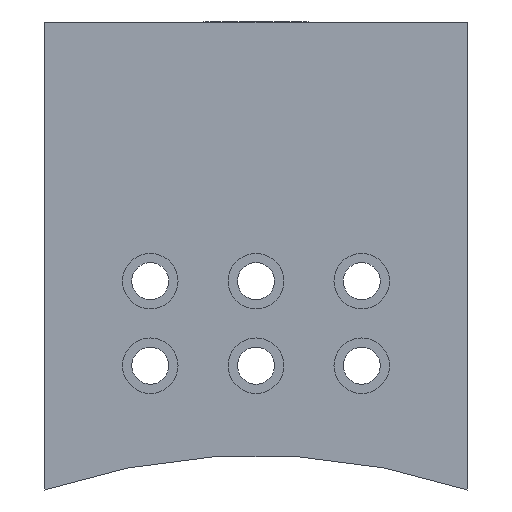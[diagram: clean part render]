
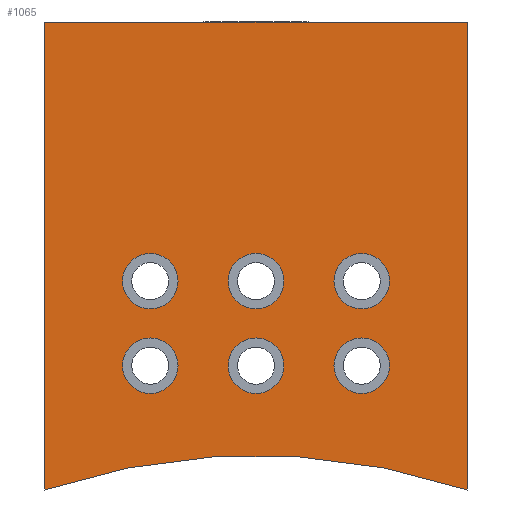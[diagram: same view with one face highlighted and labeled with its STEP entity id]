
A CAD part, front view. The second image highlights one B-rep face of the part: STEP entity #1065.
In plain terms, the highlighted planar face has unit normal (0, -1, 0).
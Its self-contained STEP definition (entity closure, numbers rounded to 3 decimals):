
#58=FACE_BOUND('',#262,.T.);
#59=FACE_BOUND('',#263,.T.);
#60=FACE_BOUND('',#264,.T.);
#61=FACE_BOUND('',#265,.T.);
#62=FACE_BOUND('',#266,.T.);
#63=FACE_BOUND('',#267,.T.);
#93=PLANE('',#1224);
#152=FACE_OUTER_BOUND('',#261,.T.);
#261=EDGE_LOOP('',(#907,#908,#909,#910));
#262=EDGE_LOOP('',(#911));
#263=EDGE_LOOP('',(#912));
#264=EDGE_LOOP('',(#913));
#265=EDGE_LOOP('',(#914));
#266=EDGE_LOOP('',(#915));
#267=EDGE_LOOP('',(#916));
#298=LINE('',#1681,#355);
#329=LINE('',#1843,#386);
#330=LINE('',#1845,#387);
#355=VECTOR('',#1353,10.);
#386=VECTOR('',#1542,10.);
#387=VECTOR('',#1543,10.);
#450=CIRCLE('',#1195,2.625);
#453=CIRCLE('',#1200,2.625);
#456=CIRCLE('',#1205,2.625);
#459=CIRCLE('',#1210,2.625);
#462=CIRCLE('',#1215,2.625);
#465=CIRCLE('',#1220,2.625);
#468=CIRCLE('',#1225,63.);
#503=VERTEX_POINT('',#1678);
#504=VERTEX_POINT('',#1680);
#538=VERTEX_POINT('',#1788);
#541=VERTEX_POINT('',#1797);
#544=VERTEX_POINT('',#1806);
#547=VERTEX_POINT('',#1815);
#550=VERTEX_POINT('',#1824);
#553=VERTEX_POINT('',#1833);
#556=VERTEX_POINT('',#1842);
#557=VERTEX_POINT('',#1844);
#606=EDGE_CURVE('',#503,#504,#298,.T.);
#657=EDGE_CURVE('',#538,#538,#450,.T.);
#661=EDGE_CURVE('',#541,#541,#453,.T.);
#665=EDGE_CURVE('',#544,#544,#456,.T.);
#669=EDGE_CURVE('',#547,#547,#459,.T.);
#673=EDGE_CURVE('',#550,#550,#462,.T.);
#677=EDGE_CURVE('',#553,#553,#465,.T.);
#681=EDGE_CURVE('',#504,#556,#329,.T.);
#682=EDGE_CURVE('',#557,#503,#330,.T.);
#683=EDGE_CURVE('',#556,#557,#468,.T.);
#907=ORIENTED_EDGE('',*,*,#681,.F.);
#908=ORIENTED_EDGE('',*,*,#606,.F.);
#909=ORIENTED_EDGE('',*,*,#682,.F.);
#910=ORIENTED_EDGE('',*,*,#683,.F.);
#911=ORIENTED_EDGE('',*,*,#657,.T.);
#912=ORIENTED_EDGE('',*,*,#661,.T.);
#913=ORIENTED_EDGE('',*,*,#665,.T.);
#914=ORIENTED_EDGE('',*,*,#669,.T.);
#915=ORIENTED_EDGE('',*,*,#673,.T.);
#916=ORIENTED_EDGE('',*,*,#677,.T.);
#1065=ADVANCED_FACE('',(#152,#58,#59,#60,#61,#62,#63),#93,.F.);
#1195=AXIS2_PLACEMENT_3D('',#1789,#1476,#1477);
#1200=AXIS2_PLACEMENT_3D('',#1798,#1487,#1488);
#1205=AXIS2_PLACEMENT_3D('',#1807,#1498,#1499);
#1210=AXIS2_PLACEMENT_3D('',#1816,#1509,#1510);
#1215=AXIS2_PLACEMENT_3D('',#1825,#1520,#1521);
#1220=AXIS2_PLACEMENT_3D('',#1834,#1531,#1532);
#1224=AXIS2_PLACEMENT_3D('',#1841,#1540,#1541);
#1225=AXIS2_PLACEMENT_3D('',#1846,#1544,#1545);
#1353=DIRECTION('',(1.,0.,0.));
#1476=DIRECTION('center_axis',(0.,1.,0.));
#1477=DIRECTION('ref_axis',(1.,0.,0.));
#1487=DIRECTION('center_axis',(0.,1.,0.));
#1488=DIRECTION('ref_axis',(1.,0.,0.));
#1498=DIRECTION('center_axis',(0.,1.,0.));
#1499=DIRECTION('ref_axis',(1.,0.,0.));
#1509=DIRECTION('center_axis',(0.,1.,0.));
#1510=DIRECTION('ref_axis',(1.,0.,0.));
#1520=DIRECTION('center_axis',(0.,1.,0.));
#1521=DIRECTION('ref_axis',(1.,0.,0.));
#1531=DIRECTION('center_axis',(0.,1.,0.));
#1532=DIRECTION('ref_axis',(1.,0.,0.));
#1540=DIRECTION('center_axis',(0.,1.,0.));
#1541=DIRECTION('ref_axis',(0.,0.,1.));
#1542=DIRECTION('',(0.,0.,-1.));
#1543=DIRECTION('',(0.,0.,1.));
#1544=DIRECTION('center_axis',(0.,-1.,0.));
#1545=DIRECTION('ref_axis',(1.,0.,0.));
#1678=CARTESIAN_POINT('',(-20.,0.,31.));
#1680=CARTESIAN_POINT('',(20.,0.,31.));
#1681=CARTESIAN_POINT('',(-20.,0.,31.));
#1788=CARTESIAN_POINT('',(7.375,0.,-1.5));
#1789=CARTESIAN_POINT('Origin',(10.,0.,-1.5));
#1797=CARTESIAN_POINT('',(-2.625,0.,-1.5));
#1798=CARTESIAN_POINT('Origin',(0.,0.,-1.5));
#1806=CARTESIAN_POINT('',(-12.625,0.,-1.5));
#1807=CARTESIAN_POINT('Origin',(-10.,0.,-1.5));
#1815=CARTESIAN_POINT('',(7.375,0.,6.5));
#1816=CARTESIAN_POINT('Origin',(10.,0.,6.5));
#1824=CARTESIAN_POINT('',(-2.625,0.,6.5));
#1825=CARTESIAN_POINT('Origin',(0.,0.,6.5));
#1833=CARTESIAN_POINT('',(-12.625,0.,6.5));
#1834=CARTESIAN_POINT('Origin',(-10.,0.,6.5));
#1841=CARTESIAN_POINT('Origin',(0.,0.,0.871));
#1842=CARTESIAN_POINT('',(20.,0.,-13.259));
#1843=CARTESIAN_POINT('',(20.,0.,15.));
#1844=CARTESIAN_POINT('',(-20.,0.,-13.259));
#1845=CARTESIAN_POINT('',(-20.,0.,-15.));
#1846=CARTESIAN_POINT('Origin',(0.,0.,-73.));
